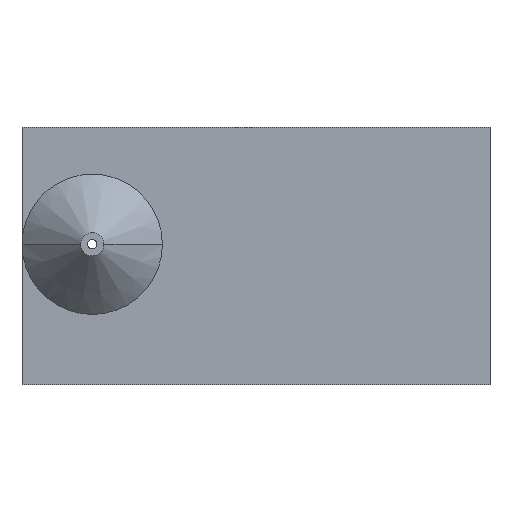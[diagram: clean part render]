
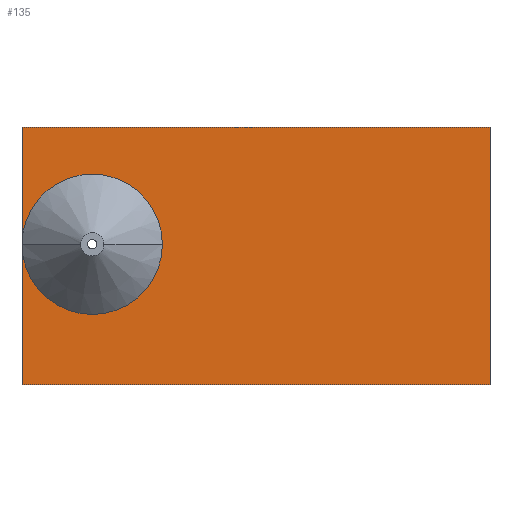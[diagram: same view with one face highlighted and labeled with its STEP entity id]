
A CAD part, front view. The second image highlights one B-rep face of the part: STEP entity #135.
In plain terms, the highlighted planar face has unit normal (0, -1, 0).
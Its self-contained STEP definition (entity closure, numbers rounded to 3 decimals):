
#14 = CARTESIAN_POINT ( 'NONE',  ( -3., 0., 0. ) ) ;
#40 = DIRECTION ( 'NONE',  ( -1., 0., 0. ) ) ;
#43 = CARTESIAN_POINT ( 'NONE',  ( 3., 0., 0. ) ) ;
#84 = ORIENTED_EDGE ( 'NONE', *, *, #548, .F. ) ;
#91 = DIRECTION ( 'NONE',  ( 0., -1., 0. ) ) ;
#105 = CARTESIAN_POINT ( 'NONE',  ( -3., 0., -6. ) ) ;
#117 = VECTOR ( 'NONE', #763, 1000. ) ;
#135 = ADVANCED_FACE ( 'NONE', ( #578 ), #981, .T. ) ;
#163 = VERTEX_POINT ( 'NONE', #606 ) ;
#173 = LINE ( 'NONE', #509, #652 ) ;
#205 = ORIENTED_EDGE ( 'NONE', *, *, #651, .T. ) ;
#234 = ORIENTED_EDGE ( 'NONE', *, *, #521, .F. ) ;
#295 = DIRECTION ( 'NONE',  ( -1., 0., 0. ) ) ;
#313 = EDGE_CURVE ( 'NONE', #699, #163, #710, .T. ) ;
#319 = ORIENTED_EDGE ( 'NONE', *, *, #635, .T. ) ;
#341 = ORIENTED_EDGE ( 'NONE', *, *, #1074, .F. ) ;
#353 = DIRECTION ( 'NONE',  ( 0., 0., 1. ) ) ;
#409 = VERTEX_POINT ( 'NONE', #14 ) ;
#442 = VECTOR ( 'NONE', #688, 1000. ) ;
#492 = LINE ( 'NONE', #815, #929 ) ;
#506 = CARTESIAN_POINT ( 'NONE',  ( 17., 0., 5. ) ) ;
#509 = CARTESIAN_POINT ( 'NONE',  ( -3., 0., 5. ) ) ;
#521 = EDGE_CURVE ( 'NONE', #809, #1025, #492, .T. ) ;
#537 = VERTEX_POINT ( 'NONE', #43 ) ;
#539 = DIRECTION ( 'NONE',  ( 0., 1., 0. ) ) ;
#548 = EDGE_CURVE ( 'NONE', #409, #699, #648, .T. ) ;
#549 = CARTESIAN_POINT ( 'NONE',  ( -3., 0., 5. ) ) ;
#557 = EDGE_LOOP ( 'NONE', ( #84, #319, #205, #341, #234, #1114, #584 ) ) ;
#563 = AXIS2_PLACEMENT_3D ( 'NONE', #650, #91, #686 ) ;
#569 = CIRCLE ( 'NONE', #761, 3. ) ;
#578 = FACE_OUTER_BOUND ( 'NONE', #557, .T. ) ;
#584 = ORIENTED_EDGE ( 'NONE', *, *, #313, .F. ) ;
#590 = CARTESIAN_POINT ( 'NONE',  ( 17., 0., -6. ) ) ;
#606 = CARTESIAN_POINT ( 'NONE',  ( 17., 0., 5. ) ) ;
#635 = EDGE_CURVE ( 'NONE', #409, #537, #694, .T. ) ;
#648 = LINE ( 'NONE', #549, #1046 ) ;
#650 = CARTESIAN_POINT ( 'NONE',  ( 17., 0., -6. ) ) ;
#651 = EDGE_CURVE ( 'NONE', #537, #409, #569, .T. ) ;
#652 = VECTOR ( 'NONE', #353, 1000. ) ;
#686 = DIRECTION ( 'NONE',  ( 0., 0., -1. ) ) ;
#688 = DIRECTION ( 'NONE',  ( 1., 0., 0. ) ) ;
#694 = CIRCLE ( 'NONE', #828, 3. ) ;
#696 = DIRECTION ( 'NONE',  ( 0., 1., 0. ) ) ;
#699 = VERTEX_POINT ( 'NONE', #1078 ) ;
#710 = LINE ( 'NONE', #760, #442 ) ;
#729 = DIRECTION ( 'NONE',  ( 0., 0., 1. ) ) ;
#760 = CARTESIAN_POINT ( 'NONE',  ( -3., 0., 5. ) ) ;
#761 = AXIS2_PLACEMENT_3D ( 'NONE', #987, #696, #40 ) ;
#763 = DIRECTION ( 'NONE',  ( 0., 0., -1. ) ) ;
#784 = LINE ( 'NONE', #506, #117 ) ;
#802 = CARTESIAN_POINT ( 'NONE',  ( 0., 0., 0. ) ) ;
#809 = VERTEX_POINT ( 'NONE', #590 ) ;
#815 = CARTESIAN_POINT ( 'NONE',  ( -3., 0., -6. ) ) ;
#828 = AXIS2_PLACEMENT_3D ( 'NONE', #802, #539, #295 ) ;
#834 = EDGE_CURVE ( 'NONE', #163, #809, #784, .T. ) ;
#929 = VECTOR ( 'NONE', #1081, 1000. ) ;
#981 = PLANE ( 'NONE',  #563 ) ;
#987 = CARTESIAN_POINT ( 'NONE',  ( 0., 0., 0. ) ) ;
#1025 = VERTEX_POINT ( 'NONE', #105 ) ;
#1046 = VECTOR ( 'NONE', #729, 1000. ) ;
#1074 = EDGE_CURVE ( 'NONE', #1025, #409, #173, .T. ) ;
#1078 = CARTESIAN_POINT ( 'NONE',  ( -3., 0., 5. ) ) ;
#1081 = DIRECTION ( 'NONE',  ( -1., 0., 0. ) ) ;
#1114 = ORIENTED_EDGE ( 'NONE', *, *, #834, .F. ) ;
